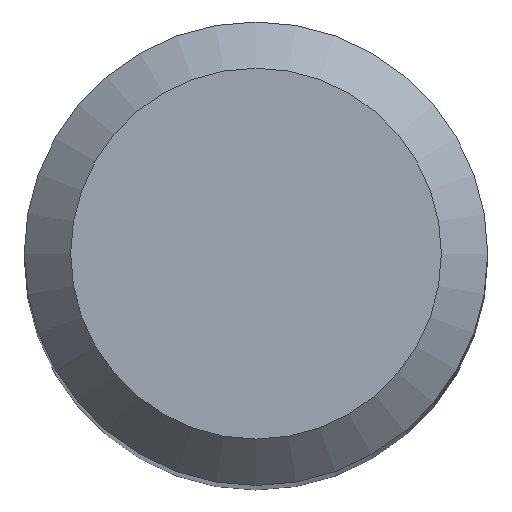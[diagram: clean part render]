
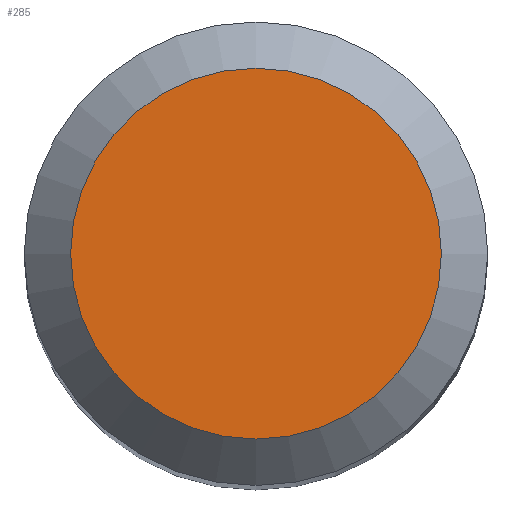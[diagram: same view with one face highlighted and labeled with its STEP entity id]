
A CAD part, top view. The second image highlights one B-rep face of the part: STEP entity #285.
In plain terms, the highlighted planar face has unit normal (0, 0, 1).
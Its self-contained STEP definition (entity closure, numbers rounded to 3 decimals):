
#37 = CARTESIAN_POINT ( 'NONE',  ( 0., 3.2, 64. ) ) ;
#43 = AXIS2_PLACEMENT_3D ( 'NONE', #192, #282, #153 ) ;
#81 = PLANE ( 'NONE',  #209 ) ;
#85 = FACE_OUTER_BOUND ( 'NONE', #211, .T. ) ;
#153 = DIRECTION ( 'NONE',  ( 0., 1., 0. ) ) ;
#192 = CARTESIAN_POINT ( 'NONE',  ( 0., 0., 64. ) ) ;
#195 = EDGE_CURVE ( 'NONE', #242, #242, #203, .T. ) ;
#203 = CIRCLE ( 'NONE', #43, 3.2 ) ;
#208 = ORIENTED_EDGE ( 'NONE', *, *, #195, .F. ) ;
#209 = AXIS2_PLACEMENT_3D ( 'NONE', #219, #241, #287 ) ;
#211 = EDGE_LOOP ( 'NONE', ( #208 ) ) ;
#219 = CARTESIAN_POINT ( 'NONE',  ( 0., 0., 64. ) ) ;
#241 = DIRECTION ( 'NONE',  ( 0., 0., 1. ) ) ;
#242 = VERTEX_POINT ( 'NONE', #37 ) ;
#282 = DIRECTION ( 'NONE',  ( 0., 0., -1. ) ) ;
#285 = ADVANCED_FACE ( 'NONE', ( #85 ), #81, .T. ) ;
#287 = DIRECTION ( 'NONE',  ( 0., -1., 0. ) ) ;
